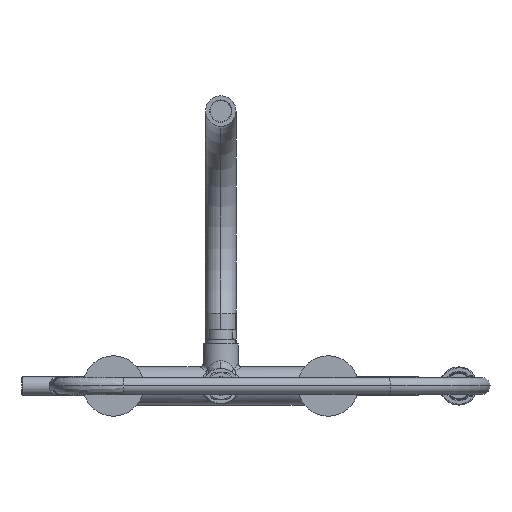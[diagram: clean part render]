
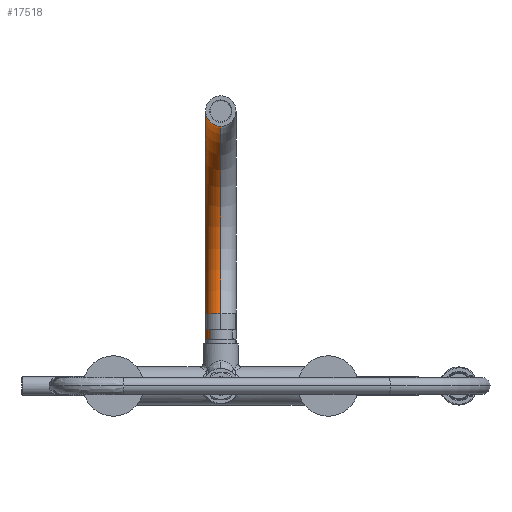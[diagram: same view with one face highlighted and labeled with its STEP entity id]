
A CAD part, front view. The second image highlights one B-rep face of the part: STEP entity #17518.
In plain terms, the highlighted toroidal (fillet/blend) face has major radius 114.3 mm and minor radius 12.7 mm.
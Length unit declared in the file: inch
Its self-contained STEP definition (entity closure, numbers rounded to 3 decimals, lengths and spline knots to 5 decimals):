
#17315=CARTESIAN_POINT('',(0.,6.925,9.));
#17316=DIRECTION('',(0.,1.,0.));
#17317=DIRECTION('',(0.,0.,-1.));
#17318=AXIS2_PLACEMENT_3D('',#17315,#17316,#17317);
#17320=CARTESIAN_POINT('',(0.,6.925,4.5));
#17321=DIRECTION('',(-1.,0.,0.));
#17322=DIRECTION('',(0.,0.,1.));
#17323=AXIS2_PLACEMENT_3D('',#17320,#17321,#17322);
#17330=CARTESIAN_POINT('',(0.,6.925,4.5));
#17331=DIRECTION('',(-1.,0.,0.));
#17332=DIRECTION('',(0.,0.,1.));
#17333=AXIS2_PLACEMENT_3D('',#17330,#17331,#17332);
#17344=CARTESIAN_POINT('',(0.,6.925,0.));
#17345=DIRECTION('',(0.,-1.,0.));
#17346=DIRECTION('',(0.,0.,1.));
#17347=AXIS2_PLACEMENT_3D('',#17344,#17345,#17346);
#17395=CARTESIAN_POINT('',(0.,6.925,8.5));
#17396=CARTESIAN_POINT('',(0.,6.925,9.5));
#17397=VERTEX_POINT('',#17395);
#17398=VERTEX_POINT('',#17396);
#17399=CARTESIAN_POINT('',(0.,6.925,0.5));
#17400=CARTESIAN_POINT('',(0.,6.925,-0.5));
#17401=VERTEX_POINT('',#17399);
#17402=VERTEX_POINT('',#17400);
#17504=CARTESIAN_POINT('',(0.,6.925,4.5));
#17505=DIRECTION('',(-1.,0.,0.));
#17506=DIRECTION('',(0.,0.,-1.));
#17507=AXIS2_PLACEMENT_3D('',#17504,#17505,#17506);
#17508=TOROIDAL_SURFACE('',#17507,4.5,0.5);
#17509=ORIENTED_EDGE('',*,*,#17499,.F.);
#17511=ORIENTED_EDGE('',*,*,#17510,.T.);
#17513=ORIENTED_EDGE('',*,*,#17512,.T.);
#17515=ORIENTED_EDGE('',*,*,#17514,.F.);
#17516=EDGE_LOOP('',(#17509,#17511,#17513,#17515));
#17517=FACE_OUTER_BOUND('',#17516,.F.);
#17518=ADVANCED_FACE('',(#17517),#17508,.T.);
#17319=CIRCLE('',#17318,0.5);
#17324=CIRCLE('',#17323,4.);
#17334=CIRCLE('',#17333,5.);
#17348=CIRCLE('',#17347,0.5);
#17499=EDGE_CURVE('',#17397,#17398,#17319,.T.);
#17510=EDGE_CURVE('',#17397,#17401,#17324,.T.);
#17512=EDGE_CURVE('',#17401,#17402,#17348,.T.);
#17514=EDGE_CURVE('',#17398,#17402,#17334,.T.);
